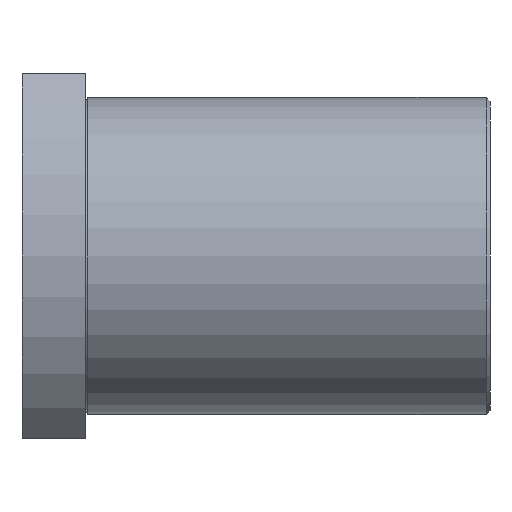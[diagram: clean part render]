
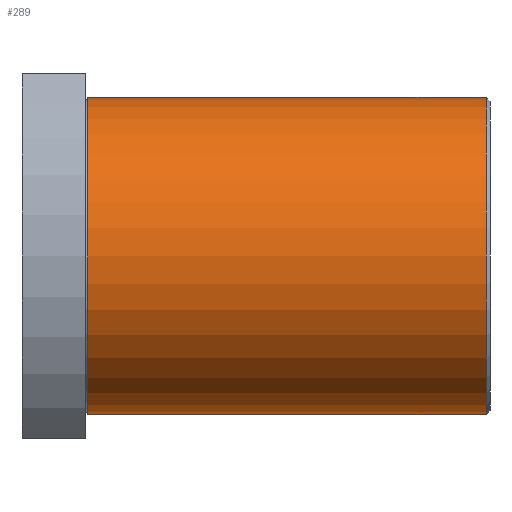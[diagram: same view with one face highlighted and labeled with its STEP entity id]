
A CAD part, front view. The second image highlights one B-rep face of the part: STEP entity #289.
In plain terms, the highlighted cylindrical face has radius 20 mm (diameter 40 mm), a full revolution.
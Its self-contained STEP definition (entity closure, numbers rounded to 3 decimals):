
#14 = FACE_OUTER_BOUND ( 'NONE', #108, .T. ) ;
#49 = CYLINDRICAL_SURFACE ( 'NONE', #631, 20. ) ;
#73 = ORIENTED_EDGE ( 'NONE', *, *, #612, .T. ) ;
#96 = CIRCLE ( 'NONE', #706, 20. ) ;
#101 = CIRCLE ( 'NONE', #282, 20. ) ;
#108 = EDGE_LOOP ( 'NONE', ( #73 ) ) ;
#167 = FACE_OUTER_BOUND ( 'NONE', #192, .T. ) ;
#192 = EDGE_LOOP ( 'NONE', ( #233 ) ) ;
#233 = ORIENTED_EDGE ( 'NONE', *, *, #284, .T. ) ;
#282 = AXIS2_PLACEMENT_3D ( 'NONE', #461, #551, #571 ) ;
#284 = EDGE_CURVE ( 'NONE', #389, #389, #96, .T. ) ;
#289 = ADVANCED_FACE ( 'NONE', ( #14, #167 ), #49, .T. ) ;
#336 = DIRECTION ( 'NONE',  ( 0., 0., -1. ) ) ;
#389 = VERTEX_POINT ( 'NONE', #586 ) ;
#419 = CARTESIAN_POINT ( 'NONE',  ( -20.076, 0., 0. ) ) ;
#420 = DIRECTION ( 'NONE',  ( -1., 0., 0. ) ) ;
#421 = DIRECTION ( 'NONE',  ( 0., 0., 1. ) ) ;
#456 = DIRECTION ( 'NONE',  ( 1., 0., 0. ) ) ;
#461 = CARTESIAN_POINT ( 'NONE',  ( 58.5, 0., 0. ) ) ;
#531 = CARTESIAN_POINT ( 'NONE',  ( 58.5, 0., 20. ) ) ;
#532 = VERTEX_POINT ( 'NONE', #531 ) ;
#551 = DIRECTION ( 'NONE',  ( -1., 0., 0. ) ) ;
#569 = CARTESIAN_POINT ( 'NONE',  ( 8.3, 0., 0. ) ) ;
#571 = DIRECTION ( 'NONE',  ( 0., 0., 1. ) ) ;
#586 = CARTESIAN_POINT ( 'NONE',  ( 8.3, 0., -20. ) ) ;
#612 = EDGE_CURVE ( 'NONE', #532, #532, #101, .T. ) ;
#631 = AXIS2_PLACEMENT_3D ( 'NONE', #419, #420, #421 ) ;
#706 = AXIS2_PLACEMENT_3D ( 'NONE', #569, #456, #336 ) ;
